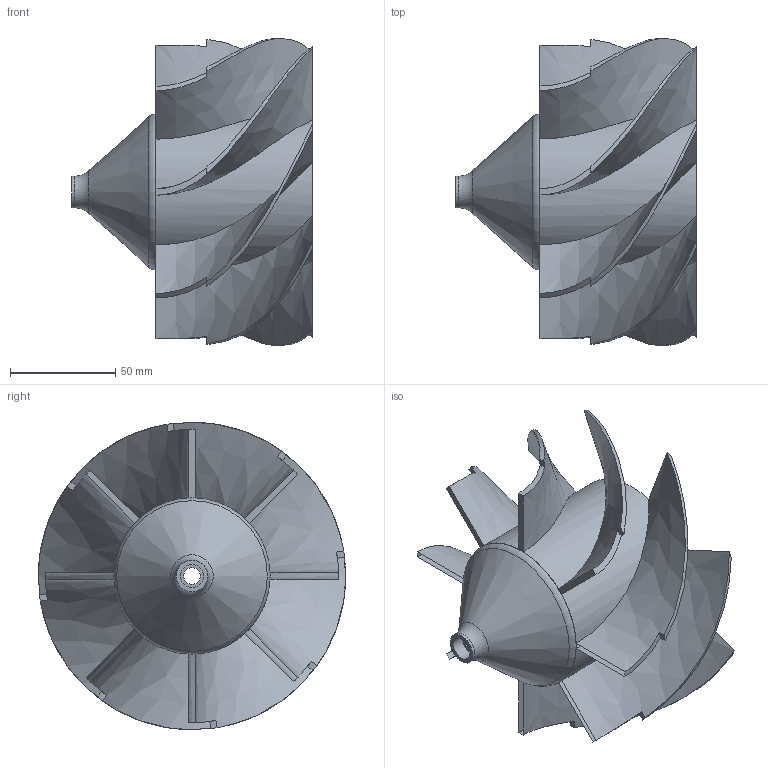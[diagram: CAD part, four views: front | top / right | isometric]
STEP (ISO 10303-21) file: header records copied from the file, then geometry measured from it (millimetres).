
FILE_DESCRIPTION(/* description */ (''),/* implementation_level */ '2;1');
FILE_NAME(/* name */ 'MK2_impeller_mirror.stp',/* time_stamp */ '2024-06-12T21:49:13+02:00',/* author */ ('admin'),/* organization */ (''),/* preprocessor_version */ 'ST-DEVELOPER v18.1',/* originating_system */ 'Autodesk Inventor 2021',/* authorisation */ '');
FILE_SCHEMA (('AUTOMOTIVE_DESIGN { 1 0 10303 214 3 1 1 }'));
Length unit declared in the file: millimetre
Products named in the file (1): MK2_impeller_mirror
Bounding box: 114.17 x 145.81 x 145.81 mm (x, y, z)
Volume: 320934.2 mm3; surface area: 97089.3 mm2
Topology: 1 solids, 1 shells, 72 faces, 194 edges, 127 vertices
Faces by surface type: bspline 25, cylinder 21, plane 21, torus 3, cone 2
Full cylindrical faces by diameter (mm): 8 x1, 11 x1, 15 x1, 65 x1, 74 x1
Entity records: 3494 total; most frequent: CARTESIAN_POINT 1740, ORIENTED_EDGE 388, DIRECTION 271, EDGE_CURVE 194, VERTEX_POINT 127, AXIS2_PLACEMENT_3D 106, B_SPLINE_CURVE_WITH_KNOTS 77, EDGE_LOOP 77
